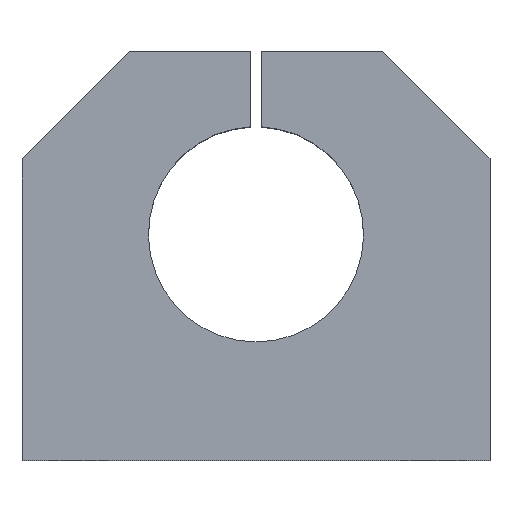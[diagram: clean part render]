
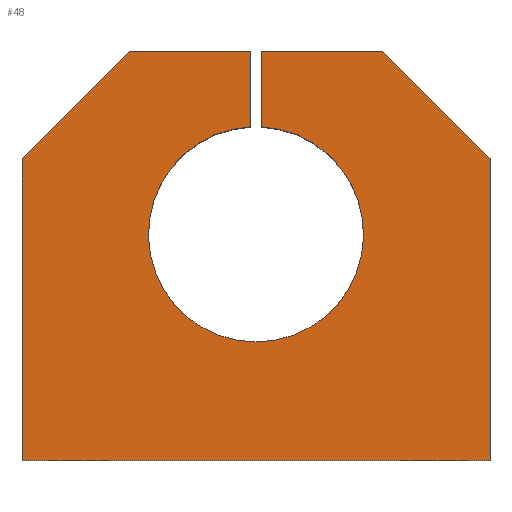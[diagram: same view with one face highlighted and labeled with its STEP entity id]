
A CAD part, top view. The second image highlights one B-rep face of the part: STEP entity #48.
In plain terms, the highlighted planar face has unit normal (0, 0, 1).
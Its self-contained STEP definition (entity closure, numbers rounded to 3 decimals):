
#48 = ADVANCED_FACE( '', ( #113 ), #114, .T. );
#113 = FACE_OUTER_BOUND( '', #212, .T. );
#114 = PLANE( '', #213 );
#212 = EDGE_LOOP( '', ( #305, #306, #307, #308, #309, #310, #311, #312, #313, #314 ) );
#213 = AXIS2_PLACEMENT_3D( '', #315, #316, #317 );
#305 = ORIENTED_EDGE( '', *, *, #493, .T. );
#306 = ORIENTED_EDGE( '', *, *, #494, .T. );
#307 = ORIENTED_EDGE( '', *, *, #495, .T. );
#308 = ORIENTED_EDGE( '', *, *, #496, .T. );
#309 = ORIENTED_EDGE( '', *, *, #497, .T. );
#310 = ORIENTED_EDGE( '', *, *, #498, .T. );
#311 = ORIENTED_EDGE( '', *, *, #499, .F. );
#312 = ORIENTED_EDGE( '', *, *, #500, .T. );
#313 = ORIENTED_EDGE( '', *, *, #501, .T. );
#314 = ORIENTED_EDGE( '', *, *, #502, .T. );
#315 = CARTESIAN_POINT( '', ( 0., 42., 40. ) );
#316 = DIRECTION( '', ( 0., 0., 1. ) );
#317 = DIRECTION( '', ( 1., 0., 0. ) );
#493 = EDGE_CURVE( '', #563, #564, #565, .T. );
#494 = EDGE_CURVE( '', #564, #566, #567, .T. );
#495 = EDGE_CURVE( '', #566, #568, #569, .T. );
#496 = EDGE_CURVE( '', #568, #570, #571, .T. );
#497 = EDGE_CURVE( '', #570, #572, #573, .T. );
#498 = EDGE_CURVE( '', #572, #574, #575, .T. );
#499 = EDGE_CURVE( '', #576, #574, #577, .T. );
#500 = EDGE_CURVE( '', #576, #578, #579, .T. );
#501 = EDGE_CURVE( '', #578, #580, #581, .T. );
#502 = EDGE_CURVE( '', #580, #563, #582, .T. );
#563 = VERTEX_POINT( '', #669 );
#564 = VERTEX_POINT( '', #670 );
#565 = LINE( '', #671, #672 );
#566 = VERTEX_POINT( '', #673 );
#567 = LINE( '', #674, #675 );
#568 = VERTEX_POINT( '', #676 );
#569 = LINE( '', #677, #678 );
#570 = VERTEX_POINT( '', #679 );
#571 = LINE( '', #680, #681 );
#572 = VERTEX_POINT( '', #682 );
#573 = LINE( '', #683, #684 );
#574 = VERTEX_POINT( '', #685 );
#575 = LINE( '', #686, #687 );
#576 = VERTEX_POINT( '', #688 );
#577 = CIRCLE( '', #689, 20. );
#578 = VERTEX_POINT( '', #690 );
#579 = LINE( '', #691, #692 );
#580 = VERTEX_POINT( '', #693 );
#581 = LINE( '', #694, #695 );
#582 = LINE( '', #696, #697 );
#669 = CARTESIAN_POINT( '', ( -43.5, 56., 40. ) );
#670 = CARTESIAN_POINT( '', ( -43.5, 0., 40. ) );
#671 = CARTESIAN_POINT( '', ( -43.5, 56., 40. ) );
#672 = VECTOR( '', #940, 1000. );
#673 = CARTESIAN_POINT( '', ( 43.5, 0., 40. ) );
#674 = CARTESIAN_POINT( '', ( -43.5, 0., 40. ) );
#675 = VECTOR( '', #941, 1000. );
#676 = CARTESIAN_POINT( '', ( 43.5, 56., 40. ) );
#677 = CARTESIAN_POINT( '', ( 43.5, 0., 40. ) );
#678 = VECTOR( '', #942, 1000. );
#679 = CARTESIAN_POINT( '', ( 23.5, 76., 40. ) );
#680 = CARTESIAN_POINT( '', ( 43.5, 56., 40. ) );
#681 = VECTOR( '', #943, 1000. );
#682 = CARTESIAN_POINT( '', ( 1., 76., 40. ) );
#683 = CARTESIAN_POINT( '', ( 23.5, 76., 40. ) );
#684 = VECTOR( '', #944, 1000. );
#685 = CARTESIAN_POINT( '', ( 1., 61.975, 40. ) );
#686 = CARTESIAN_POINT( '', ( 1., 76., 40. ) );
#687 = VECTOR( '', #945, 1000. );
#688 = CARTESIAN_POINT( '', ( -1., 61.975, 40. ) );
#689 = AXIS2_PLACEMENT_3D( '', #946, #947, #948 );
#690 = CARTESIAN_POINT( '', ( -1., 76., 40. ) );
#691 = CARTESIAN_POINT( '', ( -1., 61.975, 40. ) );
#692 = VECTOR( '', #949, 1000. );
#693 = CARTESIAN_POINT( '', ( -23.5, 76., 40. ) );
#694 = CARTESIAN_POINT( '', ( -1., 76., 40. ) );
#695 = VECTOR( '', #950, 1000. );
#696 = CARTESIAN_POINT( '', ( -23.5, 76., 40. ) );
#697 = VECTOR( '', #951, 1000. );
#940 = DIRECTION( '', ( 0., -1., 0. ) );
#941 = DIRECTION( '', ( 1., 0., 0. ) );
#942 = DIRECTION( '', ( 0., 1., 0. ) );
#943 = DIRECTION( '', ( -0.707, 0.707, 0. ) );
#944 = DIRECTION( '', ( -1., 0., 0. ) );
#945 = DIRECTION( '', ( 0., -1., 0. ) );
#946 = CARTESIAN_POINT( '', ( 0., 42., 40. ) );
#947 = DIRECTION( '', ( 0., 0., 1. ) );
#948 = DIRECTION( '', ( 1., 0., 0. ) );
#949 = DIRECTION( '', ( 0., 1., 0. ) );
#950 = DIRECTION( '', ( -1., 0., 0. ) );
#951 = DIRECTION( '', ( -0.707, -0.707, 0. ) );
